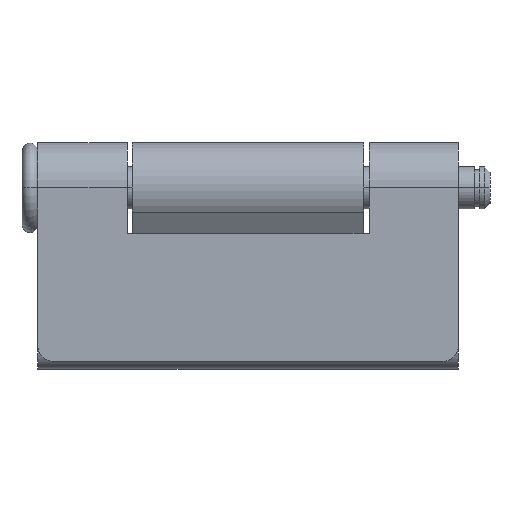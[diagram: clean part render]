
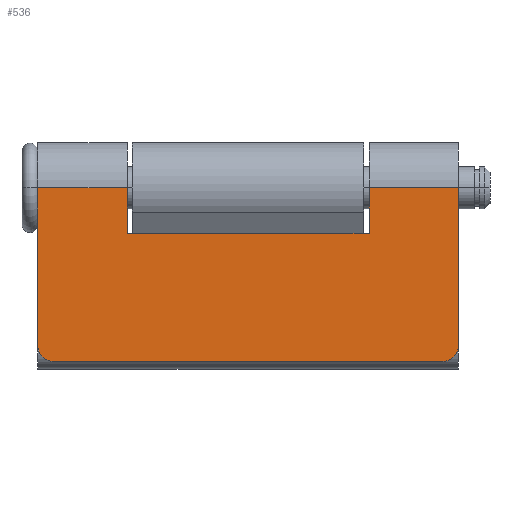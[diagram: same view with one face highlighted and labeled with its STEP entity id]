
A CAD part, left-side view. The second image highlights one B-rep face of the part: STEP entity #536.
In plain terms, the highlighted planar face has unit normal (-1, 0, 0).
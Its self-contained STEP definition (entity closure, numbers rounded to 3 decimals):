
#401 = VERTEX_POINT ( 'NONE', #5274 ) ;
#405 = VERTEX_POINT ( 'NONE', #5268 ) ;
#460 = VERTEX_POINT ( 'NONE', #5405 ) ;
#470 = VERTEX_POINT ( 'NONE', #5392 ) ;
#472 = EDGE_CURVE ( 'NONE', #460, #470, #5391, .T. ) ;
#480 = VERTEX_POINT ( 'NONE', #5429 ) ;
#481 = ORIENTED_EDGE ( 'NONE', *, *, #482, .T. ) ;
#482 = EDGE_CURVE ( 'NONE', #540, #483, #5428, .T. ) ;
#483 = VERTEX_POINT ( 'NONE', #5423 ) ;
#536 = ADVANCED_FACE ( 'NONE', ( #5568 ), #5567, .T. ) ;
#537 = EDGE_LOOP ( 'NONE', ( #538, #481, #581, #580, #582, #611, #639, #554, #555, #563 ) ) ;
#538 = ORIENTED_EDGE ( 'NONE', *, *, #539, .F. ) ;
#539 = EDGE_CURVE ( 'NONE', #540, #480, #5562, .T. ) ;
#540 = VERTEX_POINT ( 'NONE', #5558 ) ;
#554 = ORIENTED_EDGE ( 'NONE', *, *, #472, .T. ) ;
#555 = ORIENTED_EDGE ( 'NONE', *, *, #556, .F. ) ;
#556 = EDGE_CURVE ( 'NONE', #557, #470, #5541, .T. ) ;
#557 = VERTEX_POINT ( 'NONE', #5537 ) ;
#563 = ORIENTED_EDGE ( 'NONE', *, *, #564, .T. ) ;
#564 = EDGE_CURVE ( 'NONE', #557, #480, #5597, .T. ) ;
#575 = EDGE_CURVE ( 'NONE', #483, #401, #5580, .T. ) ;
#580 = ORIENTED_EDGE ( 'NONE', *, *, #3063, .T. ) ;
#581 = ORIENTED_EDGE ( 'NONE', *, *, #575, .T. ) ;
#582 = ORIENTED_EDGE ( 'NONE', *, *, #583, .T. ) ;
#583 = EDGE_CURVE ( 'NONE', #405, #610, #5572, .T. ) ;
#610 = VERTEX_POINT ( 'NONE', #5659 ) ;
#611 = ORIENTED_EDGE ( 'NONE', *, *, #612, .T. ) ;
#612 = EDGE_CURVE ( 'NONE', #610, #613, #5658, .T. ) ;
#613 = VERTEX_POINT ( 'NONE', #5654 ) ;
#639 = ORIENTED_EDGE ( 'NONE', *, *, #640, .T. ) ;
#640 = EDGE_CURVE ( 'NONE', #613, #460, #5693, .T. ) ;
#3063 = EDGE_CURVE ( 'NONE', #401, #405, #9784, .T. ) ;
#5268 = CARTESIAN_POINT ( 'NONE',  ( -8.6, -63., 0. ) ) ;
#5274 = CARTESIAN_POINT ( 'NONE',  ( -8.6, -80., 0. ) ) ;
#5388 = DIRECTION ( 'NONE',  ( 0., 1., 0. ) ) ;
#5389 = VECTOR ( 'NONE', #5388, 1000. ) ;
#5390 = CARTESIAN_POINT ( 'NONE',  ( -8.6, -80., 0. ) ) ;
#5391 = LINE ( 'NONE', #5390, #5389 ) ;
#5392 = CARTESIAN_POINT ( 'NONE',  ( -8.6, 0., 0. ) ) ;
#5405 = CARTESIAN_POINT ( 'NONE',  ( -8.6, -17., 0. ) ) ;
#5423 = CARTESIAN_POINT ( 'NONE',  ( -8.6, -80., -30. ) ) ;
#5424 = DIRECTION ( 'NONE',  ( 0., 0., 1. ) ) ;
#5425 = DIRECTION ( 'NONE',  ( -1., 0., 0. ) ) ;
#5426 = CARTESIAN_POINT ( 'NONE',  ( -8.6, -77., -30. ) ) ;
#5427 = AXIS2_PLACEMENT_3D ( 'NONE', #5426, #5425, #5424 ) ;
#5428 = CIRCLE ( 'NONE', #5427, 3. ) ;
#5429 = CARTESIAN_POINT ( 'NONE',  ( -8.6, -3., -33. ) ) ;
#5537 = CARTESIAN_POINT ( 'NONE',  ( -8.6, 0., -30. ) ) ;
#5538 = DIRECTION ( 'NONE',  ( 0., 0., 1. ) ) ;
#5539 = VECTOR ( 'NONE', #5538, 1000. ) ;
#5540 = CARTESIAN_POINT ( 'NONE',  ( -8.6, 0., 0. ) ) ;
#5541 = LINE ( 'NONE', #5540, #5539 ) ;
#5558 = CARTESIAN_POINT ( 'NONE',  ( -8.6, -77., -33. ) ) ;
#5559 = DIRECTION ( 'NONE',  ( 0., 1., 0. ) ) ;
#5560 = VECTOR ( 'NONE', #5559, 1000. ) ;
#5561 = CARTESIAN_POINT ( 'NONE',  ( -8.6, -80., -33. ) ) ;
#5562 = LINE ( 'NONE', #5561, #5560 ) ;
#5563 = DIRECTION ( 'NONE',  ( 0., 0., 1. ) ) ;
#5564 = DIRECTION ( 'NONE',  ( -1., 0., 0. ) ) ;
#5565 = CARTESIAN_POINT ( 'NONE',  ( -8.6, -80., 0. ) ) ;
#5566 = AXIS2_PLACEMENT_3D ( 'NONE', #5565, #5564, #5563 ) ;
#5567 = PLANE ( 'NONE',  #5566 ) ;
#5568 = FACE_OUTER_BOUND ( 'NONE', #537, .T. ) ;
#5569 = DIRECTION ( 'NONE',  ( 0., 0., -1. ) ) ;
#5570 = VECTOR ( 'NONE', #5569, 1000. ) ;
#5571 = CARTESIAN_POINT ( 'NONE',  ( -8.6, -63., 8.6 ) ) ;
#5572 = LINE ( 'NONE', #5571, #5570 ) ;
#5577 = DIRECTION ( 'NONE',  ( 0., 0., 1. ) ) ;
#5578 = VECTOR ( 'NONE', #5577, 1000. ) ;
#5579 = CARTESIAN_POINT ( 'NONE',  ( -8.6, -80., 0. ) ) ;
#5580 = LINE ( 'NONE', #5579, #5578 ) ;
#5593 = DIRECTION ( 'NONE',  ( 0., 0., 1. ) ) ;
#5594 = DIRECTION ( 'NONE',  ( -1., 0., 0. ) ) ;
#5595 = CARTESIAN_POINT ( 'NONE',  ( -8.6, -3., -30. ) ) ;
#5596 = AXIS2_PLACEMENT_3D ( 'NONE', #5595, #5594, #5593 ) ;
#5597 = CIRCLE ( 'NONE', #5596, 3. ) ;
#5654 = CARTESIAN_POINT ( 'NONE',  ( -8.6, -17., -8.6 ) ) ;
#5655 = DIRECTION ( 'NONE',  ( 0., 1., 0. ) ) ;
#5656 = VECTOR ( 'NONE', #5655, 1000. ) ;
#5657 = CARTESIAN_POINT ( 'NONE',  ( -8.6, -17., -8.6 ) ) ;
#5658 = LINE ( 'NONE', #5657, #5656 ) ;
#5659 = CARTESIAN_POINT ( 'NONE',  ( -8.6, -63., -8.6 ) ) ;
#5690 = DIRECTION ( 'NONE',  ( 0., 0., 1. ) ) ;
#5691 = VECTOR ( 'NONE', #5690, 1000. ) ;
#5692 = CARTESIAN_POINT ( 'NONE',  ( -8.6, -17., 8.6 ) ) ;
#5693 = LINE ( 'NONE', #5692, #5691 ) ;
#9781 = DIRECTION ( 'NONE',  ( 0., 1., 0. ) ) ;
#9782 = VECTOR ( 'NONE', #9781, 1000. ) ;
#9783 = CARTESIAN_POINT ( 'NONE',  ( -8.6, -80., 0. ) ) ;
#9784 = LINE ( 'NONE', #9783, #9782 ) ;
